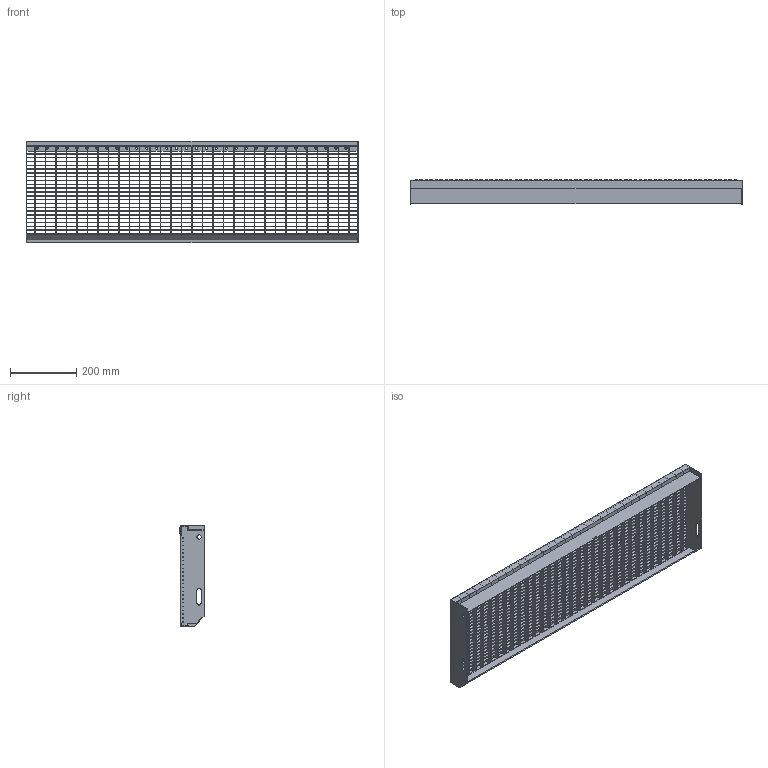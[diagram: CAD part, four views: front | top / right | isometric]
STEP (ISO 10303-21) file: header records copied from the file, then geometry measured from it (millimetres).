
FILE_DESCRIPTION (( 'STEP AP203' ), '1' );
FILE_NAME ('40.1003031.7.step', '2015-10-04T07:12:02', ( '' ), ( '' ), 'SwSTEP 2.0', 'SolidWorks 2015', '' );
FILE_SCHEMA (( 'CONFIG_CONTROL_DESIGN' ));
Length unit declared in the file: millimetre
Products named in the file (1): 40.1003031.7
Bounding box: 1000 x 72.67 x 305 mm (x, y, z)
Volume: 1064844.2 mm3; surface area: 1320983.6 mm2
Topology: 46 solids, 46 shells, 1022 faces, 2534 edges, 1672 vertices
Faces by surface type: plane 655, cylinder 140, cone 130, bspline 97
Entity records: 36231 total; most frequent: CARTESIAN_POINT 11686, ORIENTED_EDGE 5068, DIRECTION 4748, EDGE_CURVE 2534, VECTOR 1784, LINE 1784, VERTEX_POINT 1672, AXIS2_PLACEMENT_3D 1482
